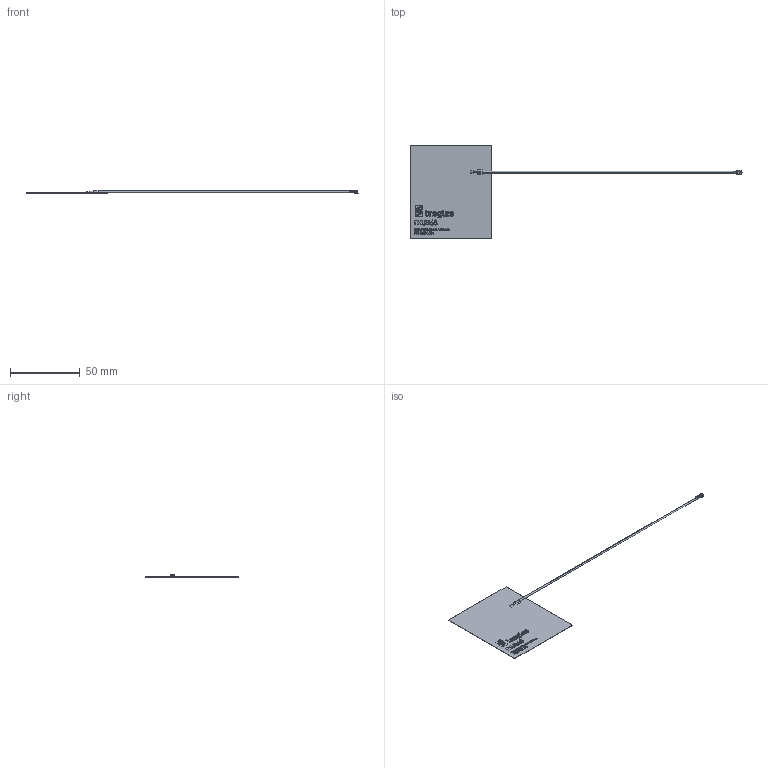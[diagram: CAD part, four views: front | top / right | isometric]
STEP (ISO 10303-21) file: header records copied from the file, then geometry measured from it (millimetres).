
FILE_DESCRIPTION (( 'STEP AP214' ), '1' );
FILE_NAME ('FXUB68.07.0180C_Web.STEP', '2019-12-27T07:24:17', ( '' ), ( '' ), 'SwSTEP 2.0', 'SolidWorks 2017', '' );
FILE_SCHEMA (( 'AUTOMOTIVE_DESIGN' ));
Length unit declared in the file: millimetre
Products named in the file (9): 300515C010000A_1.37 Coaxial Cable; IPEX.MHF1(137).Au; 100115D010000A_FXUB68 FPCB; 100115D010000A_Double Sided Adhesive; FXUB68.07.0180C_Web
Assembly tree (4 placements, depth 2):
  300515C010000A_1.37 Coaxial Cable
  100115D010000A_FXUB68 FPCB
  IPEX.MHF1(137).Au
  100115D010000A_Double Sided Adhesive
  FXUB68.07.0180C_Web
    100115D010000A_FXUB68 FPCB
    100115D010000A_Double Sided Adhesive
    300515C010000A_1.37 Coaxial Cable
    IPEX.MHF1(137).Au
Bounding box: 237.75 x 67.2 x 2.1 mm (x, y, z)
Volume: 1227.3 mm3; surface area: 16576.2 mm2
Topology: 4 solids, 4 shells, 1130 faces, 2927 edges, 1928 vertices
Faces by surface type: plane 641, bspline 377, cylinder 91, cone 21
Entity records: 56162 total; most frequent: CARTESIAN_POINT 22967, ORIENTED_EDGE 5846, DIRECTION 3757, EDGE_CURVE 2923, VECTOR 1937, LINE 1937, VERTEX_POINT 1928, EDGE_LOOP 1257
